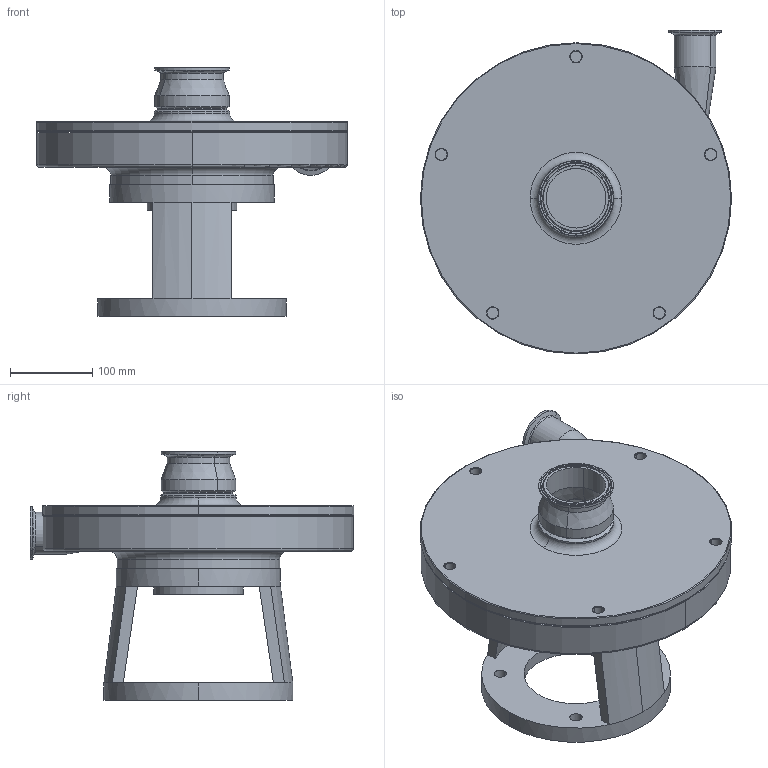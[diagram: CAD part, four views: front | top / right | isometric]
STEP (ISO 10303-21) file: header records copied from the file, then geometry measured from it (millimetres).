
FILE_DESCRIPTION (( 'STEP AP214' ), '1' );
FILE_NAME ('FPR 751-752 250TC VERT.STEP', '2023-01-03T20:01:41', ( '' ), ( '' ), 'SwSTEP 2.0', 'SolidWorks 2021', '' );
FILE_SCHEMA (( 'AUTOMOTIVE_DESIGN' ));
Length unit declared in the file: millimetre
Products named in the file (1): FPR 751-752 250TC VERT
Bounding box: 379 x 394.5 x 302.5 mm (x, y, z)
Volume: 7192928.4 mm3; surface area: 782566.8 mm2
Topology: 2 solids, 2 shells, 201 faces, 446 edges, 263 vertices
Faces by surface type: cylinder 68, torus 50, cone 48, plane 27, bspline 6, sphere 2
Entity records: 5992 total; most frequent: CARTESIAN_POINT 1314, DIRECTION 1090, ORIENTED_EDGE 892, AXIS2_PLACEMENT_3D 480, EDGE_CURVE 446, CIRCLE 284, VERTEX_POINT 263, EDGE_LOOP 239
